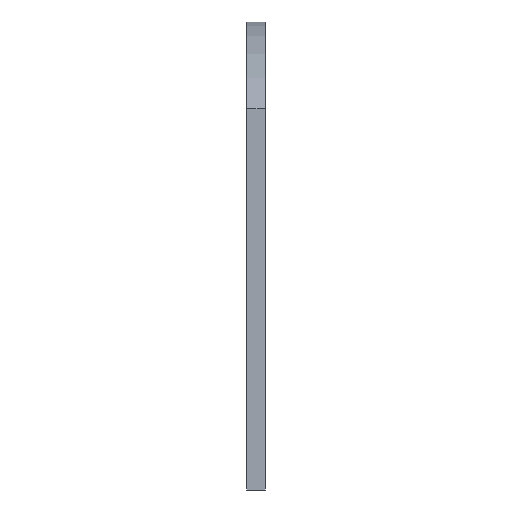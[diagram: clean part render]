
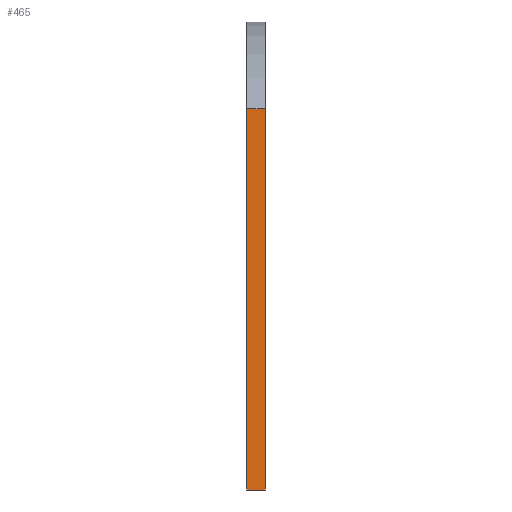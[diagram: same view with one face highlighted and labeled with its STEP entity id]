
A CAD part, left-side view. The second image highlights one B-rep face of the part: STEP entity #465.
In plain terms, the highlighted planar face has unit normal (-1, 0, 0).
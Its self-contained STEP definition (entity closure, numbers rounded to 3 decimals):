
#19 = ORIENTED_EDGE ( 'NONE', *, *, #489, .F. ) ;
#20 = CARTESIAN_POINT ( 'NONE',  ( -20.738, -6., -944.921 ) ) ;
#31 = DIRECTION ( 'NONE',  ( 1., 0., 0. ) ) ;
#45 = ORIENTED_EDGE ( 'NONE', *, *, #368, .T. ) ;
#69 = CARTESIAN_POINT ( 'NONE',  ( -20.738, 0., -1066.295 ) ) ;
#78 = VECTOR ( 'NONE', #208, 1000. ) ;
#176 = FACE_OUTER_BOUND ( 'NONE', #585, .T. ) ;
#208 = DIRECTION ( 'NONE',  ( 0., 1., 0. ) ) ;
#240 = VECTOR ( 'NONE', #306, 1000. ) ;
#242 = CARTESIAN_POINT ( 'NONE',  ( -20.738, -6., -1066.295 ) ) ;
#245 = EDGE_CURVE ( 'NONE', #568, #802, #570, .T. ) ;
#268 = VECTOR ( 'NONE', #517, 1000. ) ;
#306 = DIRECTION ( 'NONE',  ( 0., 1., 0. ) ) ;
#339 = AXIS2_PLACEMENT_3D ( 'NONE', #509, #31, #764 ) ;
#365 = LINE ( 'NONE', #713, #240 ) ;
#368 = EDGE_CURVE ( 'NONE', #537, #568, #758, .T. ) ;
#399 = CARTESIAN_POINT ( 'NONE',  ( -20.738, -6., -944.921 ) ) ;
#465 = ADVANCED_FACE ( 'NONE', ( #176 ), #521, .F. ) ;
#485 = EDGE_CURVE ( 'NONE', #848, #802, #365, .T. ) ;
#488 = CARTESIAN_POINT ( 'NONE',  ( -20.738, -6., -944.921 ) ) ;
#489 = EDGE_CURVE ( 'NONE', #537, #848, #628, .T. ) ;
#502 = VECTOR ( 'NONE', #772, 1000. ) ;
#509 = CARTESIAN_POINT ( 'NONE',  ( -20.738, -6., -944.921 ) ) ;
#517 = DIRECTION ( 'NONE',  ( 0., 0., -1. ) ) ;
#521 = PLANE ( 'NONE',  #339 ) ;
#537 = VERTEX_POINT ( 'NONE', #399 ) ;
#568 = VERTEX_POINT ( 'NONE', #591 ) ;
#570 = LINE ( 'NONE', #835, #502 ) ;
#585 = EDGE_LOOP ( 'NONE', ( #652, #696, #19, #45 ) ) ;
#591 = CARTESIAN_POINT ( 'NONE',  ( -20.738, 0., -944.921 ) ) ;
#628 = LINE ( 'NONE', #20, #268 ) ;
#652 = ORIENTED_EDGE ( 'NONE', *, *, #245, .T. ) ;
#696 = ORIENTED_EDGE ( 'NONE', *, *, #485, .F. ) ;
#713 = CARTESIAN_POINT ( 'NONE',  ( -20.738, -6., -1066.295 ) ) ;
#758 = LINE ( 'NONE', #488, #78 ) ;
#764 = DIRECTION ( 'NONE',  ( 0., 0., -1. ) ) ;
#772 = DIRECTION ( 'NONE',  ( 0., 0., -1. ) ) ;
#802 = VERTEX_POINT ( 'NONE', #69 ) ;
#835 = CARTESIAN_POINT ( 'NONE',  ( -20.738, 0., -944.921 ) ) ;
#848 = VERTEX_POINT ( 'NONE', #242 ) ;
